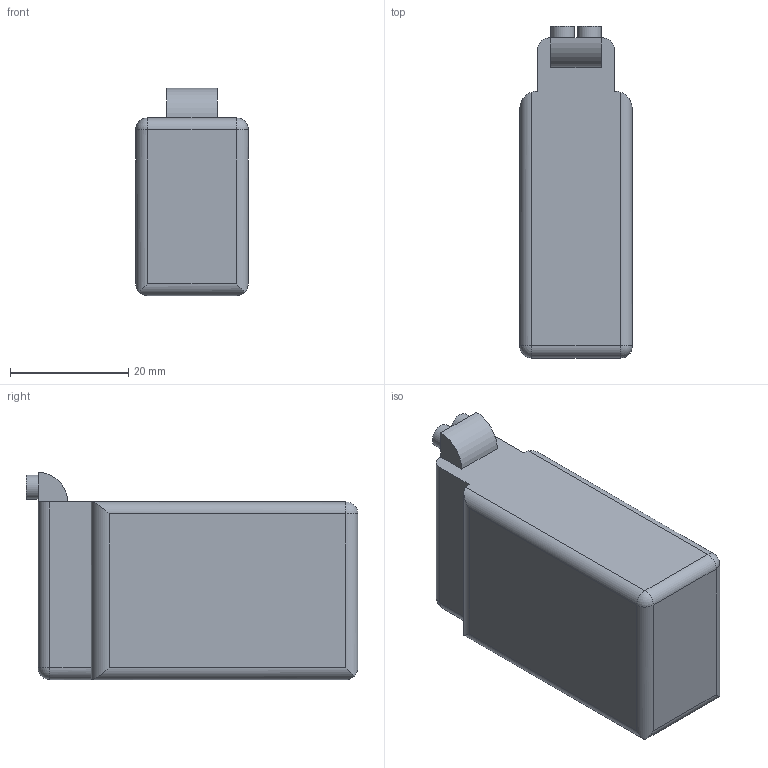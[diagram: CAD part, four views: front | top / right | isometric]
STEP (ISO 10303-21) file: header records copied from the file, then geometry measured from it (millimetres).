
FILE_DESCRIPTION(/* description */ ('Unknown'),/* implementation_level */ '2;1');
FILE_NAME(/* name */ 'Lipo_2S_V1',/* time_stamp */ '2019-07-02T14:41:16-03:00',/* author */ ('Unknown'),/* organization */ ('Unknown'),/* preprocessor_version */ 'ST-DEVELOPER v16.7',/* originating_system */ 'DEX',/* authorisation */ $);
FILE_SCHEMA (('AUTOMOTIVE_DESIGN {1 0 10303 214 3 1 1}'));
Length unit declared in the file: millimetre
Products named in the file (1): Lipo_2S_V1
Bounding box: 19 x 56 x 35 mm (x, y, z)
Volume: 28959 mm3; surface area: 6080.3 mm2
Topology: 1 solids, 1 shells, 34 faces, 85 edges, 49 vertices
Faces by surface type: cylinder 18, plane 12, sphere 4
Full cylindrical faces by diameter (mm): 4 x2
Entity records: 1235 total; most frequent: CARTESIAN_POINT 187, DIRECTION 172, ORIENTED_EDGE 156, EDGE_CURVE 78, AXIS2_PLACEMENT_3D 65, VERTEX_POINT 48, LINE 42, VECTOR 42
